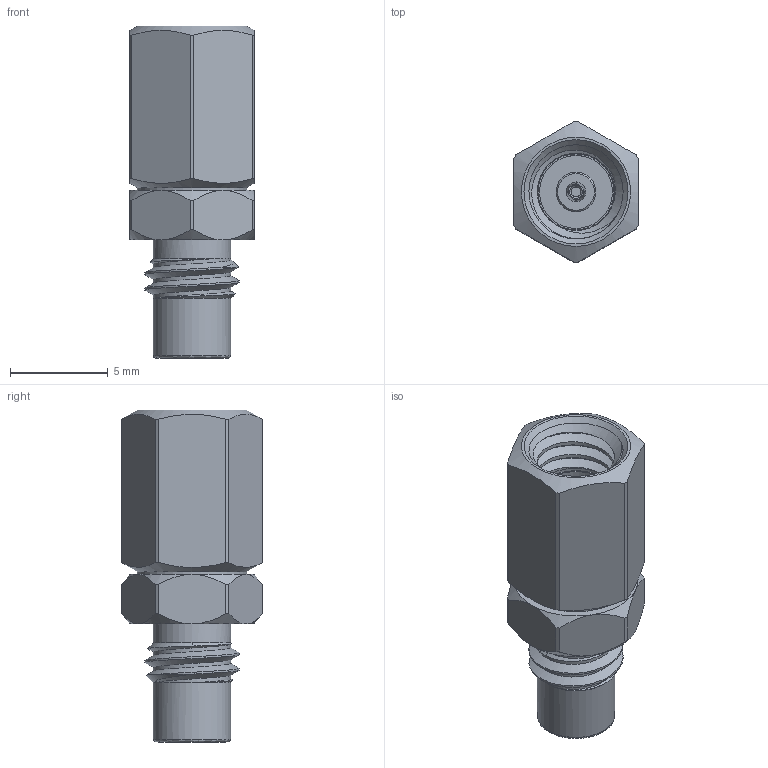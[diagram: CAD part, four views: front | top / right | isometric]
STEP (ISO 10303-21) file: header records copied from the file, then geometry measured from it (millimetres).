
FILE_DESCRIPTION (( 'STEP AP203' ), '1' );
FILE_NAME ('PE9119_3D.step', '2022-05-19T17:36:37', ( '' ), ( '' ), 'SwSTEP 2.0', 'SolidWorks 2021', '' );
FILE_SCHEMA (( 'CONFIG_CONTROL_DESIGN' ));
Length unit declared in the file: inch
Products named in the file (1): PE9119_3D
Bounding box: 6.35 x 7.22 x 17 mm (x, y, z)
Volume: 349.7 mm3; surface area: 655.9 mm2
Topology: 1 solids, 1 shells, 111 faces, 288 edges, 190 vertices
Faces by surface type: plane 46, cylinder 29, cone 28, bspline 8
Full cylindrical faces by diameter (mm): 0.508 x1, 0.533 x1, 0.977 x1, 1.016 x1, 2.032 x1, 2.692 x1, 3.454 x1, 3.734 x1, 3.886 x1, 3.962 x2, 4.826 x3, 5.588 x1
Entity records: 6564 total; most frequent: CARTESIAN_POINT 4159, ORIENTED_EDGE 498, DIRECTION 431, EDGE_CURVE 249, AXIS2_PLACEMENT_3D 184, VERTEX_POINT 174, EDGE_LOOP 139, FACE_OUTER_BOUND 122
